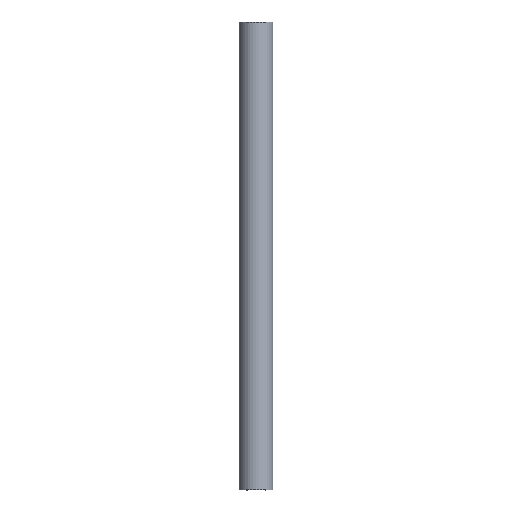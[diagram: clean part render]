
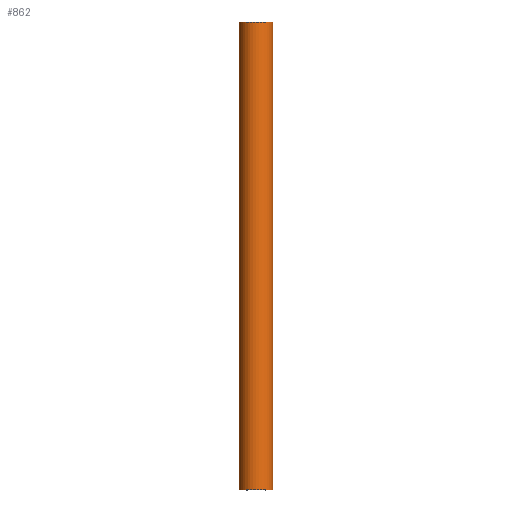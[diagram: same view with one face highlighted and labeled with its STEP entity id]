
A CAD part, front view. The second image highlights one B-rep face of the part: STEP entity #862.
In plain terms, the highlighted cylindrical face has radius 10.85 mm (diameter 21.7 mm), a partial arc.
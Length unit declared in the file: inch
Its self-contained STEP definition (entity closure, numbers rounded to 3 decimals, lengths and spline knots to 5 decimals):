
#50 = CARTESIAN_POINT ( 'NONE',  ( 0.42717, 0., 3.93701 ) ) ;
#68 = VERTEX_POINT ( 'NONE', #477 ) ;
#69 = DIRECTION ( 'NONE',  ( 0., 0., 1. ) ) ;
#75 = CARTESIAN_POINT ( 'NONE',  ( -0.42717, 0., 0. ) ) ;
#77 = EDGE_CURVE ( 'NONE', #68, #233, #815, .T. ) ;
#78 = VECTOR ( 'NONE', #728, 39.37008 ) ;
#138 = EDGE_LOOP ( 'NONE', ( #404, #616, #683, #747 ) ) ;
#153 = DIRECTION ( 'NONE',  ( 0., 0., -1. ) ) ;
#173 = CYLINDRICAL_SURFACE ( 'NONE', #713, 0.42717 ) ;
#174 = CARTESIAN_POINT ( 'NONE',  ( 0., 0., 11.81102 ) ) ;
#202 = CIRCLE ( 'NONE', #627, 0.42717 ) ;
#230 = DIRECTION ( 'NONE',  ( -1., 0., 0. ) ) ;
#233 = VERTEX_POINT ( 'NONE', #522 ) ;
#238 = EDGE_CURVE ( 'NONE', #68, #720, #736, .T. ) ;
#277 = CARTESIAN_POINT ( 'NONE',  ( -0.42717, 0., 3.93701 ) ) ;
#279 = VERTEX_POINT ( 'NONE', #75 ) ;
#341 = EDGE_CURVE ( 'NONE', #279, #720, #202, .T. ) ;
#351 = LINE ( 'NONE', #277, #692 ) ;
#375 = AXIS2_PLACEMENT_3D ( 'NONE', #174, #578, #230 ) ;
#378 = DIRECTION ( 'NONE',  ( 0., 0., -1. ) ) ;
#404 = ORIENTED_EDGE ( 'NONE', *, *, #238, .F. ) ;
#477 = CARTESIAN_POINT ( 'NONE',  ( 0.42717, 0., 11.81102 ) ) ;
#484 = CARTESIAN_POINT ( 'NONE',  ( 0.42717, 0., 0. ) ) ;
#522 = CARTESIAN_POINT ( 'NONE',  ( -0.42717, 0., 11.81102 ) ) ;
#533 = DIRECTION ( 'NONE',  ( -1., 0., 0. ) ) ;
#542 = DIRECTION ( 'NONE',  ( -1., 0., 0. ) ) ;
#578 = DIRECTION ( 'NONE',  ( 0., 0., -1. ) ) ;
#616 = ORIENTED_EDGE ( 'NONE', *, *, #77, .T. ) ;
#627 = AXIS2_PLACEMENT_3D ( 'NONE', #669, #69, #542 ) ;
#650 = EDGE_CURVE ( 'NONE', #233, #279, #351, .T. ) ;
#669 = CARTESIAN_POINT ( 'NONE',  ( 0., 0., 0. ) ) ;
#683 = ORIENTED_EDGE ( 'NONE', *, *, #650, .T. ) ;
#692 = VECTOR ( 'NONE', #153, 39.37008 ) ;
#713 = AXIS2_PLACEMENT_3D ( 'NONE', #771, #378, #533 ) ;
#720 = VERTEX_POINT ( 'NONE', #484 ) ;
#728 = DIRECTION ( 'NONE',  ( 0., 0., -1. ) ) ;
#736 = LINE ( 'NONE', #50, #78 ) ;
#747 = ORIENTED_EDGE ( 'NONE', *, *, #341, .T. ) ;
#771 = CARTESIAN_POINT ( 'NONE',  ( 0., 0., 3.93701 ) ) ;
#815 = CIRCLE ( 'NONE', #375, 0.42717 ) ;
#840 = FACE_OUTER_BOUND ( 'NONE', #138, .T. ) ;
#862 = ADVANCED_FACE ( 'NONE', ( #840 ), #173, .T. ) ;
